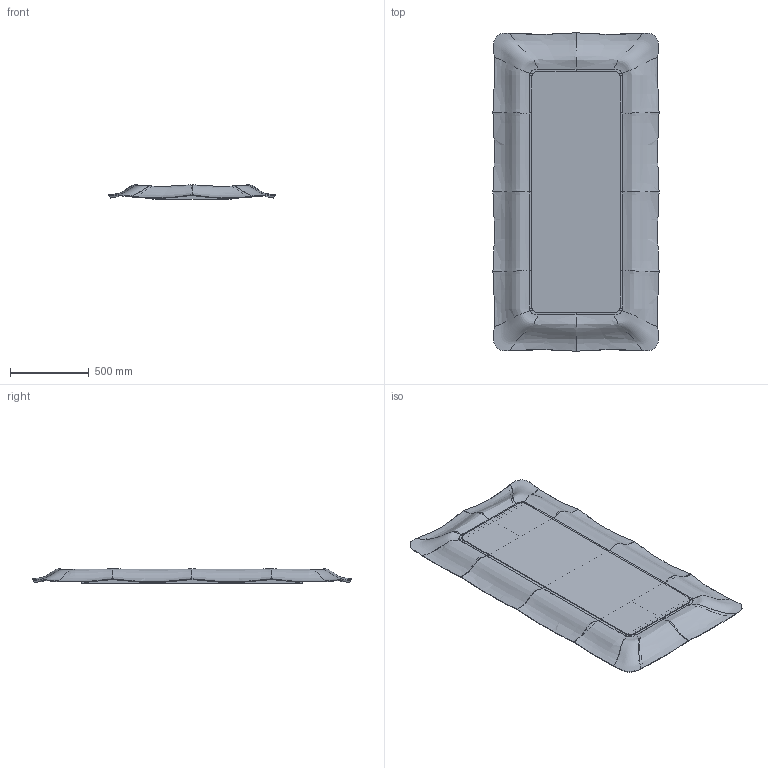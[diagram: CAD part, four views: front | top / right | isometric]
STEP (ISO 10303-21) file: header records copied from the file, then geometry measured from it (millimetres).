
FILE_DESCRIPTION(/* description */ (''),/* implementation_level */ '2;1');
FILE_NAME(/* name */ 'DORIAN_202X105',/* time_stamp */ '2016-06-09T16:05:18+02:00',/* author */ (''),/* organization */ (''),/* preprocessor_version */ 'ST-DEVELOPER v10',/* originating_system */ '',/* authorisation */ '');
FILE_SCHEMA (('CONFIG_CONTROL_DESIGN'));
Length unit declared in the file: millimetre
Products named in the file (1): 1
Bounding box: 1052.28 x 2017.31 x 92.34 mm (x, y, z)
Volume: 25994395 mm3; surface area: 7191842.1 mm2
Topology: 7 solids, 11 shells, 154 faces, 353 edges, 217 vertices
Faces by surface type: bspline 114, plane 40
Entity records: 226889 total; most frequent: CARTESIAN_POINT 224541, ORIENTED_EDGE 664, EDGE_CURVE 340, B_SPLINE_CURVE_WITH_KNOTS 317, VERTEX_POINT 210, EDGE_LOOP 160, ADVANCED_FACE 154, FACE_OUTER_BOUND 154
